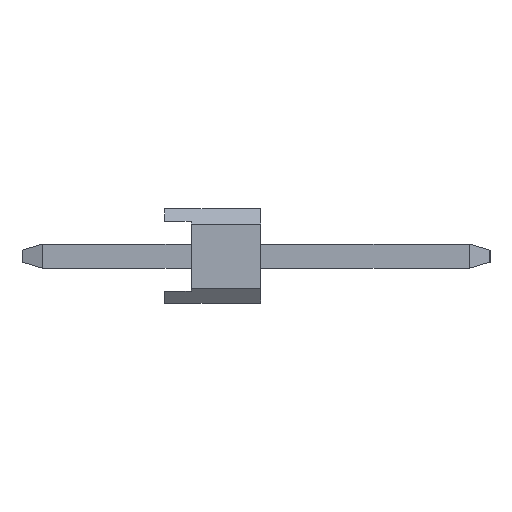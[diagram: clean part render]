
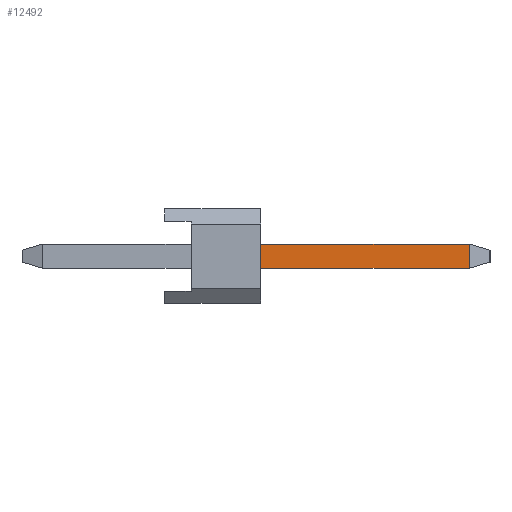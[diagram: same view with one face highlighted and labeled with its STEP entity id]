
A CAD part, left-side view. The second image highlights one B-rep face of the part: STEP entity #12492.
In plain terms, the highlighted planar face has unit normal (-1, 0, 0).
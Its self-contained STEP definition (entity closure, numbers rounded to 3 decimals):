
#6258=EDGE_CURVE('',#9860,#10580,#18286,.T.);
#7402=VERTEX_POINT('',#19537);
#9114=EDGE_CURVE('',#10580,#7402,#21412,.T.);
#9860=VERTEX_POINT('',#22236);
#10580=VERTEX_POINT('',#23016);
#10734=EDGE_CURVE('',#7402,#11000,#23181,.T.);
#11000=VERTEX_POINT('',#23479);
#12492=ADVANCED_FACE('',(#25112),#25113,.T.);
#13034=EDGE_CURVE('',#11000,#9860,#25711,.T.);
#18286=LINE('',#31648,#31649);
#19537=CARTESIAN_POINT('',(-48.58,-8.074,-0.32));
#21412=LINE('',#36246,#36247);
#22236=CARTESIAN_POINT('',(-48.58,-2.54,0.32));
#23016=CARTESIAN_POINT('',(-48.58,-8.074,0.32));
#23181=LINE('',#38801,#38802);
#23479=CARTESIAN_POINT('',(-48.58,-2.54,-0.32));
#25112=FACE_OUTER_BOUND('',#41557,.T.);
#25113=PLANE('',#41558);
#25711=LINE('',#42431,#42432);
#31648=CARTESIAN_POINT('',(-48.58,-2.42,0.32));
#31649=VECTOR('',#50647,1.0);
#36246=CARTESIAN_POINT('',(-48.58,-8.074,0.5));
#36247=VECTOR('',#53623,1.0);
#38801=CARTESIAN_POINT('',(-48.58,3.234,-0.32));
#38802=VECTOR('',#55250,1.0);
#41557=EDGE_LOOP('',(#57078,#57079,#57080,#57081));
#41558=AXIS2_PLACEMENT_3D('',#57082,#57083,#57084);
#42431=CARTESIAN_POINT('',(-48.58,-2.54,0.252));
#42432=VECTOR('',#57684,1.0);
#50647=DIRECTION('',(0.,-1.0,0.));
#53623=DIRECTION('',(0.0,0.,-1.0));
#55250=DIRECTION('',(0.,1.0,0.));
#57078=ORIENTED_EDGE('',*,*,#13034,.F.);
#57079=ORIENTED_EDGE('',*,*,#10734,.F.);
#57080=ORIENTED_EDGE('',*,*,#9114,.F.);
#57081=ORIENTED_EDGE('',*,*,#6258,.F.);
#57082=CARTESIAN_POINT('',(-48.58,3.234,0.5));
#57083=DIRECTION('',(-1.0,0.,0.));
#57084=DIRECTION('',(0.,1.0,0.));
#57684=DIRECTION('',(0.,0.,1.0));
